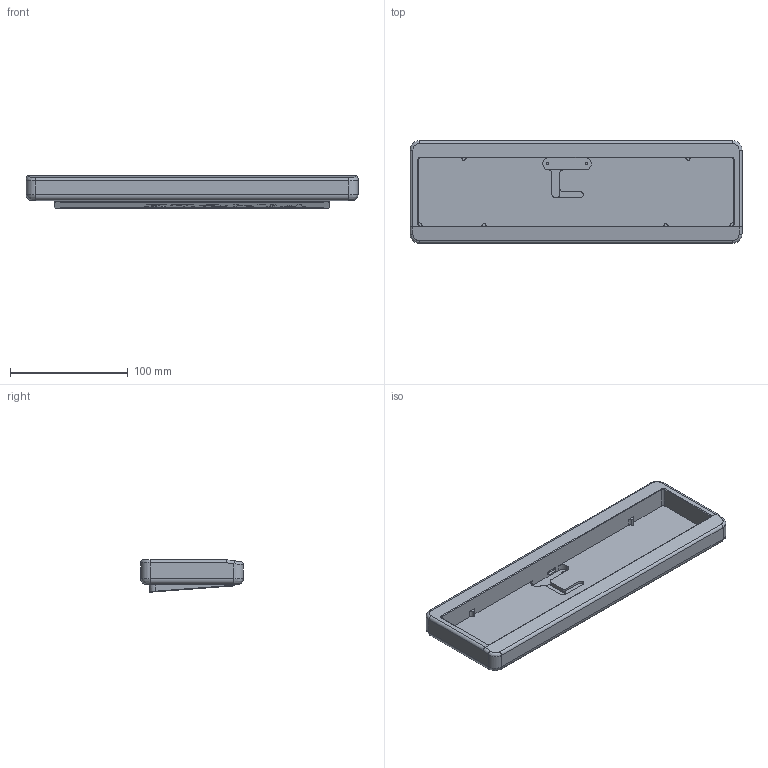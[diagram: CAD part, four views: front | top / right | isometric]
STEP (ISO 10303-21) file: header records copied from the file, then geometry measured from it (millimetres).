
FILE_DESCRIPTION(/* description */ (''),/* implementation_level */ '2;1');
FILE_NAME(/* name */ 'body.step',/* time_stamp */ '2023-06-21T13:44:09-07:00',/* author */ (''),/* organization */ (''),/* preprocessor_version */ 'ST-DEVELOPER v19.2',/* originating_system */ 'Autodesk Translation Framework v12.6.0.85',/* authorisation */ '');
FILE_SCHEMA (('AUTOMOTIVE_DESIGN { 1 0 10303 214 3 1 1 }'));
Length unit declared in the file: millimetre
Products named in the file (1): body
Bounding box: 281.7 x 87.15 x 27.46 mm (x, y, z)
Volume: 290316.1 mm3; surface area: 76450.6 mm2
Topology: 1 solids, 1 shells, 566 faces, 1571 edges, 1028 vertices
Faces by surface type: bspline 226, cylinder 166, plane 158, torus 12, cone 4
Full cylindrical faces by diameter (mm): 1.623 x6, 2.074 x2
Entity records: 22663 total; most frequent: CARTESIAN_POINT 9623, ORIENTED_EDGE 3142, DIRECTION 2017, EDGE_CURVE 1571, VERTEX_POINT 1028, LINE 705, VECTOR 705, AXIS2_PLACEMENT_3D 656
